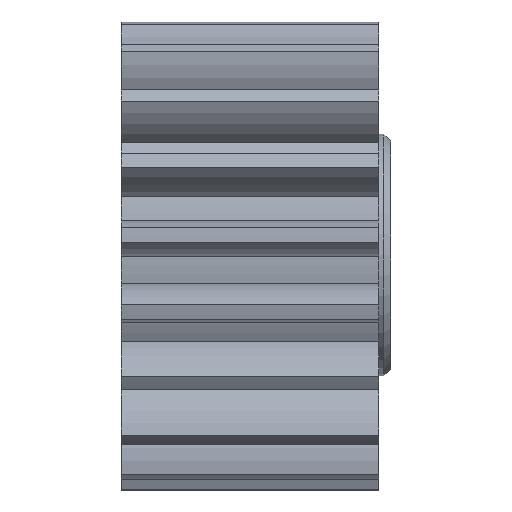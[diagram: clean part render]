
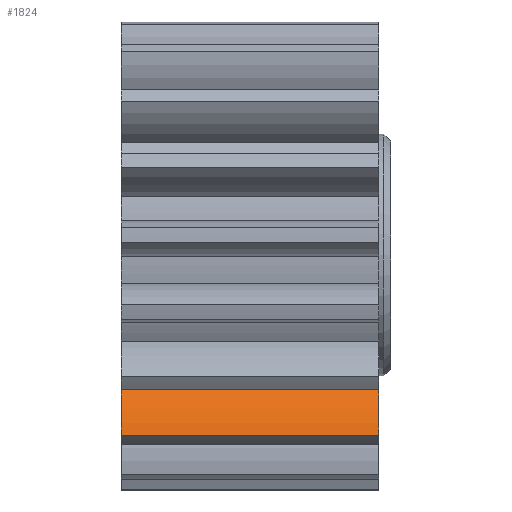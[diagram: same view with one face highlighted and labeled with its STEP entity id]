
A CAD part, top view. The second image highlights one B-rep face of the part: STEP entity #1824.
In plain terms, the highlighted cylindrical face has radius 4.826 mm (diameter 9.652 mm), a partial arc.
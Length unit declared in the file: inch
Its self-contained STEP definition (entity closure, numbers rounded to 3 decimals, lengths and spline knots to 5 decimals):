
#75=LINE($,#3231,#181);
#103=LINE($,#3288,#209);
#181=VECTOR($,#2566,0.575);
#209=VECTOR($,#2652,0.575);
#292=CYLINDRICAL_SURFACE($,#2092,0.19);
#387=FACE_OUTER_BOUND($,#490,.T.);
#490=EDGE_LOOP($,(#1549,#1550,#1551,#1552));
#585=CIRCLE($,#1937,0.19);
#665=CIRCLE($,#2018,0.19);
#769=VERTEX_POINT($,#2954);
#770=VERTEX_POINT($,#2956);
#845=VERTEX_POINT($,#3111);
#846=VERTEX_POINT($,#3113);
#963=EDGE_CURVE($,#770,#769,#585,.T.);
#1043=EDGE_CURVE($,#846,#845,#665,.T.);
#1110=EDGE_CURVE($,#845,#770,#75,.T.);
#1138=EDGE_CURVE($,#769,#846,#103,.T.);
#1549=ORIENTED_EDGE($,*,*,#1110,.T.);
#1550=ORIENTED_EDGE($,*,*,#963,.T.);
#1551=ORIENTED_EDGE($,*,*,#1138,.T.);
#1552=ORIENTED_EDGE($,*,*,#1043,.T.);
#1824=ADVANCED_FACE($,(#387),#292,.T.);
#1937=AXIS2_PLACEMENT_3D($,#2957,#2279,#2280);
#2018=AXIS2_PLACEMENT_3D($,#3114,#2441,#2442);
#2092=AXIS2_PLACEMENT_3D($,#3287,#2650,#2651);
#2279=DIRECTION('center_axis',(-1.,0.,0.));
#2280=DIRECTION('ref_axis',(0.,0.736,0.677));
#2441=DIRECTION('center_axis',(1.,0.,0.));
#2442=DIRECTION('ref_axis',(0.,0.,-1.));
#2566=DIRECTION($,(1.,0.,0.));
#2650=DIRECTION('center_axis',(-1.,0.,0.));
#2651=DIRECTION('ref_axis',(0.,0.,1.));
#2652=DIRECTION($,(-1.,0.,0.));
#2954=CARTESIAN_POINT('',(0.575,-0.30097,0.28282));
#2956=CARTESIAN_POINT('',(0.575,-0.4036,0.33576));
#2957=CARTESIAN_POINT('Origin',(0.575,-0.43526,0.14841));
#3111=CARTESIAN_POINT('',(0.,-0.4036,0.33576));
#3113=CARTESIAN_POINT('',(0.,-0.30097,0.28282));
#3114=CARTESIAN_POINT('Origin',(0.,-0.43526,0.14841));
#3231=CARTESIAN_POINT($,(0.2875,-0.4036,0.33576));
#3287=CARTESIAN_POINT('Origin',(0.575,-0.43526,0.14841));
#3288=CARTESIAN_POINT($,(0.575,-0.30097,0.28282));
